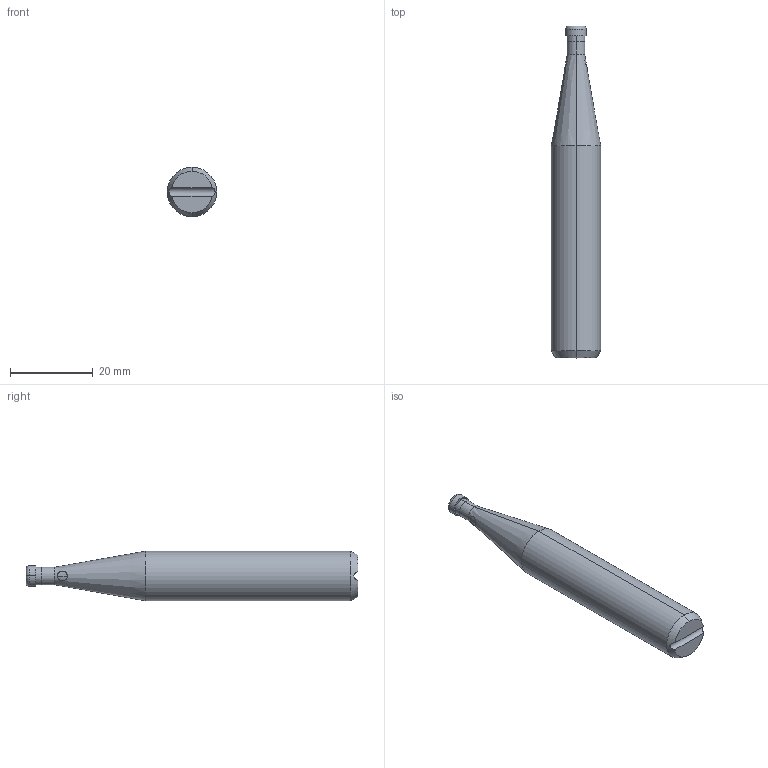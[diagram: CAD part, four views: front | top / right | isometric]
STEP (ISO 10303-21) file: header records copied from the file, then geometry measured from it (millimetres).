
FILE_DESCRIPTION (( 'STEP AP203' ), '1' );
FILE_NAME ('C5.STEP', '2024-04-15T13:18:28', ( '' ), ( '' ), 'SwSTEP 2.0', 'SolidWorks 2023', '' );
FILE_SCHEMA (( 'CONFIG_CONTROL_DESIGN' ));
Length unit declared in the file: millimetre
Products named in the file (1): C5
Bounding box: 12 x 80.3 x 12 mm (x, y, z)
Volume: 7097.2 mm3; surface area: 2716.1 mm2
Topology: 1 solids, 1 shells, 23 faces, 45 edges, 28 vertices
Faces by surface type: cylinder 9, cone 7, plane 5, torus 2
Entity records: 774 total; most frequent: CARTESIAN_POINT 211, DIRECTION 111, ORIENTED_EDGE 90, AXIS2_PLACEMENT_3D 48, EDGE_CURVE 45, VERTEX_POINT 28, EDGE_LOOP 27, CIRCLE 24
